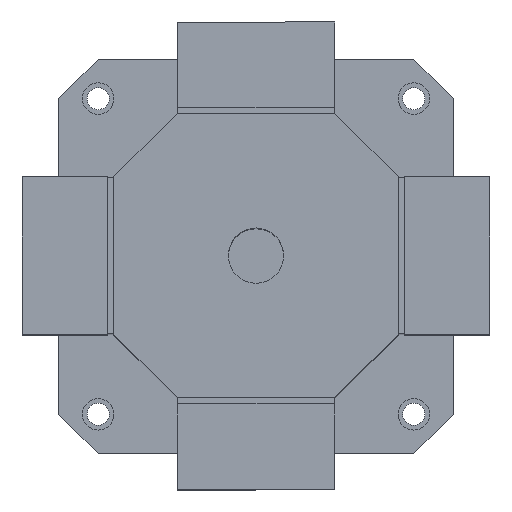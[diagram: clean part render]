
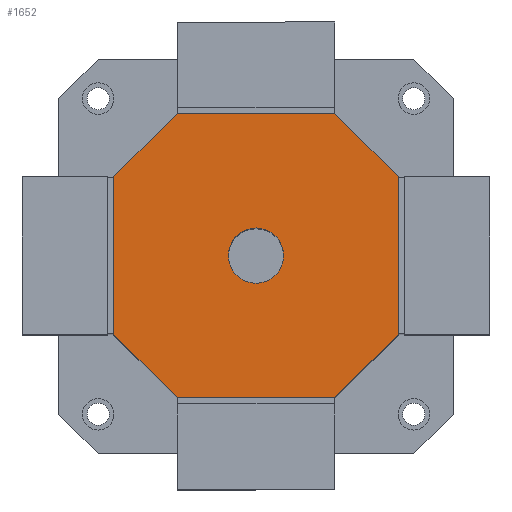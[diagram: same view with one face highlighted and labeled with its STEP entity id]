
A CAD part, top view. The second image highlights one B-rep face of the part: STEP entity #1652.
In plain terms, the highlighted planar face has unit normal (0, 0, 1).
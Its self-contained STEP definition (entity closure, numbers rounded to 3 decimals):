
#81 = EDGE_CURVE ( 'NONE', #875, #1774, #4581, .T. ) ;
#90 = EDGE_CURVE ( 'NONE', #124, #5489, #934, .T. ) ;
#106 = EDGE_CURVE ( 'NONE', #5336, #2485, #1901, .T. ) ;
#124 = VERTEX_POINT ( 'NONE', #1779 ) ;
#229 = EDGE_LOOP ( 'NONE', ( #5443, #944 ) ) ;
#339 = VERTEX_POINT ( 'NONE', #5777 ) ;
#360 = CARTESIAN_POINT ( 'NONE',  ( 90., -90., 150. ) ) ;
#396 = AXIS2_PLACEMENT_3D ( 'NONE', #2225, #821, #2696 ) ;
#468 = DIRECTION ( 'NONE',  ( 1., 0., 0. ) ) ;
#573 = LINE ( 'NONE', #1503, #1627 ) ;
#694 = VECTOR ( 'NONE', #468, 1000. ) ;
#821 = DIRECTION ( 'NONE',  ( 0., 0., -1. ) ) ;
#875 = VERTEX_POINT ( 'NONE', #1853 ) ;
#934 = LINE ( 'NONE', #360, #3180 ) ;
#944 = ORIENTED_EDGE ( 'NONE', *, *, #2132, .T. ) ;
#1004 = LINE ( 'NONE', #5893, #694 ) ;
#1034 = EDGE_CURVE ( 'NONE', #4987, #4410, #1004, .T. ) ;
#1035 = VECTOR ( 'NONE', #3619, 1000. ) ;
#1095 = ORIENTED_EDGE ( 'NONE', *, *, #106, .T. ) ;
#1182 = CARTESIAN_POINT ( 'NONE',  ( -50., 90., 150. ) ) ;
#1191 = CARTESIAN_POINT ( 'NONE',  ( -90., -90., 150. ) ) ;
#1201 = DIRECTION ( 'NONE',  ( 0., 0., -1. ) ) ;
#1503 = CARTESIAN_POINT ( 'NONE',  ( -90., -50., 150. ) ) ;
#1550 = CARTESIAN_POINT ( 'NONE',  ( 90., 50., 150. ) ) ;
#1627 = VECTOR ( 'NONE', #4396, 1000. ) ;
#1647 = ORIENTED_EDGE ( 'NONE', *, *, #1989, .T. ) ;
#1652 = ADVANCED_FACE ( 'NONE', ( #5856, #3245 ), #4891, .T. ) ;
#1663 = CARTESIAN_POINT ( 'NONE',  ( 17.5, 0., 150. ) ) ;
#1743 = VECTOR ( 'NONE', #4189, 1000. ) ;
#1774 = VERTEX_POINT ( 'NONE', #1663 ) ;
#1779 = CARTESIAN_POINT ( 'NONE',  ( 90., -50., 150. ) ) ;
#1853 = CARTESIAN_POINT ( 'NONE',  ( -17.5, 0., 150. ) ) ;
#1882 = VERTEX_POINT ( 'NONE', #4521 ) ;
#1901 = LINE ( 'NONE', #2274, #2290 ) ;
#1989 = EDGE_CURVE ( 'NONE', #5489, #5336, #3018, .T. ) ;
#2034 = CARTESIAN_POINT ( 'NONE',  ( -50., 90., 150. ) ) ;
#2132 = EDGE_CURVE ( 'NONE', #1774, #875, #2871, .T. ) ;
#2175 = CARTESIAN_POINT ( 'NONE',  ( -50., -90., 150. ) ) ;
#2225 = CARTESIAN_POINT ( 'NONE',  ( 0., 0., 150. ) ) ;
#2274 = CARTESIAN_POINT ( 'NONE',  ( -90., 90., 150. ) ) ;
#2290 = VECTOR ( 'NONE', #6026, 1000. ) ;
#2479 = LINE ( 'NONE', #5026, #5975 ) ;
#2485 = VERTEX_POINT ( 'NONE', #2034 ) ;
#2588 = ORIENTED_EDGE ( 'NONE', *, *, #1034, .T. ) ;
#2676 = DIRECTION ( 'NONE',  ( 0.707, 0.707, 0. ) ) ;
#2696 = DIRECTION ( 'NONE',  ( -1., 0., 0. ) ) ;
#2808 = CARTESIAN_POINT ( 'NONE',  ( 50., 90., 150. ) ) ;
#2871 = CIRCLE ( 'NONE', #3966, 17.5 ) ;
#3018 = LINE ( 'NONE', #4168, #1743 ) ;
#3106 = ORIENTED_EDGE ( 'NONE', *, *, #3155, .T. ) ;
#3112 = DIRECTION ( 'NONE',  ( -1., 0., 0. ) ) ;
#3142 = AXIS2_PLACEMENT_3D ( 'NONE', #3443, #5849, #5885 ) ;
#3155 = EDGE_CURVE ( 'NONE', #2485, #339, #5544, .T. ) ;
#3177 = DIRECTION ( 'NONE',  ( -0.707, -0.707, 0. ) ) ;
#3180 = VECTOR ( 'NONE', #3683, 1000. ) ;
#3245 = FACE_OUTER_BOUND ( 'NONE', #4695, .T. ) ;
#3443 = CARTESIAN_POINT ( 'NONE',  ( -90., -90., 150. ) ) ;
#3619 = DIRECTION ( 'NONE',  ( 0., -1., 0. ) ) ;
#3683 = DIRECTION ( 'NONE',  ( 0., 1., 0. ) ) ;
#3966 = AXIS2_PLACEMENT_3D ( 'NONE', #5504, #1201, #3112 ) ;
#4049 = ORIENTED_EDGE ( 'NONE', *, *, #4464, .T. ) ;
#4168 = CARTESIAN_POINT ( 'NONE',  ( 90., 50., 150. ) ) ;
#4189 = DIRECTION ( 'NONE',  ( -0.707, 0.707, 0. ) ) ;
#4197 = EDGE_CURVE ( 'NONE', #1882, #4987, #573, .T. ) ;
#4391 = ORIENTED_EDGE ( 'NONE', *, *, #4476, .T. ) ;
#4396 = DIRECTION ( 'NONE',  ( 0.707, -0.707, 0. ) ) ;
#4410 = VERTEX_POINT ( 'NONE', #5423 ) ;
#4464 = EDGE_CURVE ( 'NONE', #339, #1882, #5604, .T. ) ;
#4476 = EDGE_CURVE ( 'NONE', #4410, #124, #2479, .T. ) ;
#4521 = CARTESIAN_POINT ( 'NONE',  ( -90., -50., 150. ) ) ;
#4581 = CIRCLE ( 'NONE', #396, 17.5 ) ;
#4695 = EDGE_LOOP ( 'NONE', ( #5154, #2588, #4391, #5275, #1647, #1095, #3106, #4049 ) ) ;
#4891 = PLANE ( 'NONE',  #3142 ) ;
#4987 = VERTEX_POINT ( 'NONE', #2175 ) ;
#5026 = CARTESIAN_POINT ( 'NONE',  ( 50., -90., 150. ) ) ;
#5154 = ORIENTED_EDGE ( 'NONE', *, *, #4197, .T. ) ;
#5235 = VECTOR ( 'NONE', #3177, 1000. ) ;
#5275 = ORIENTED_EDGE ( 'NONE', *, *, #90, .T. ) ;
#5336 = VERTEX_POINT ( 'NONE', #2808 ) ;
#5423 = CARTESIAN_POINT ( 'NONE',  ( 50., -90., 150. ) ) ;
#5443 = ORIENTED_EDGE ( 'NONE', *, *, #81, .T. ) ;
#5489 = VERTEX_POINT ( 'NONE', #1550 ) ;
#5504 = CARTESIAN_POINT ( 'NONE',  ( 0., 0., 150. ) ) ;
#5544 = LINE ( 'NONE', #1182, #5235 ) ;
#5604 = LINE ( 'NONE', #1191, #1035 ) ;
#5777 = CARTESIAN_POINT ( 'NONE',  ( -90., 50., 150. ) ) ;
#5849 = DIRECTION ( 'NONE',  ( 0., 0., 1. ) ) ;
#5856 = FACE_BOUND ( 'NONE', #229, .T. ) ;
#5885 = DIRECTION ( 'NONE',  ( 1., 0., 0. ) ) ;
#5893 = CARTESIAN_POINT ( 'NONE',  ( -90., -90., 150. ) ) ;
#5975 = VECTOR ( 'NONE', #2676, 1000. ) ;
#6026 = DIRECTION ( 'NONE',  ( -1., 0., 0. ) ) ;
